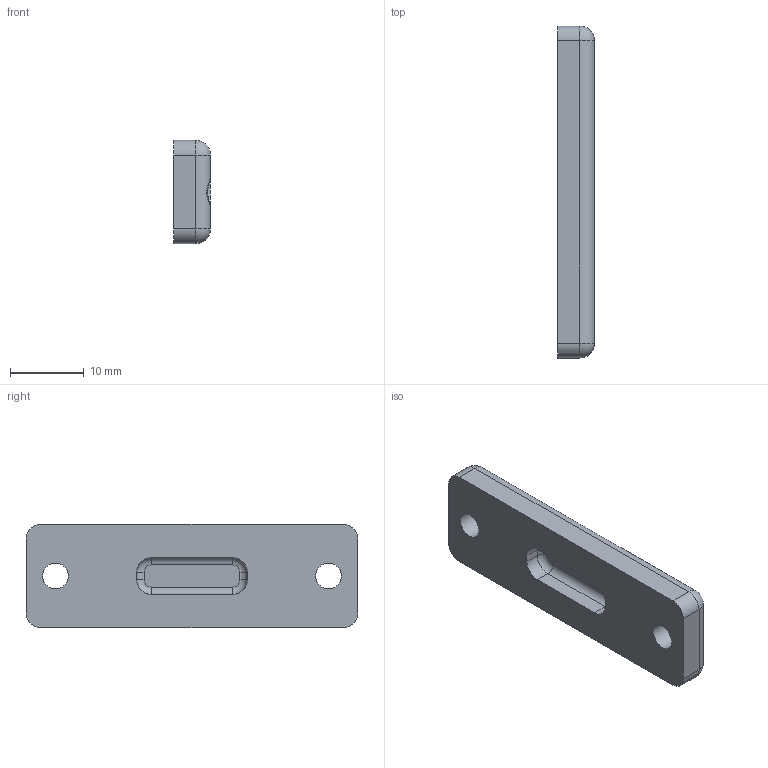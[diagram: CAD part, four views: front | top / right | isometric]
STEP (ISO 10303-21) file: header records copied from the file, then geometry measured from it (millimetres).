
FILE_DESCRIPTION(/* description */ ('STEP AP242','CAx-IF Rec.Pracs.---Representation and Presentation of Product Manufacturing Information (PMI)---4.0---2014-10-13','CAx-IF Rec.Pracs.---3D Tessellated Geometry---0.4---2014-09-14','2;1'),/* implementation_level */ '2;1');
FILE_NAME(/* name */ '65e3f63d673ace349a6f5515',/* time_stamp */ '2024-03-03T04:02:07Z',/* author */ (''),/* organization */ (''),/* preprocessor_version */ 'ST-DEVELOPER v19.4',/* originating_system */ ' ',/* authorisation */ ' ');
FILE_SCHEMA (('AP242_MANAGED_MODEL_BASED_3D_ENGINEERING_MIM_LF { 1 0 10303 442 1 1 4 }'));
Length unit declared in the file: metre
Products named in the file (1): Endcap
Bounding box: 5 x 45 x 14 mm (x, y, z)
Volume: 2691.1 mm3; surface area: 1901.3 mm2
Topology: 1 solids, 1 shells, 45 faces, 106 edges, 60 vertices
Faces by surface type: cylinder 20, plane 13, torus 6, sphere 4, bspline 2
Full cylindrical faces by diameter (mm): 3.5 x2, 5 x2
Entity records: 1322 total; most frequent: CARTESIAN_POINT 292, DIRECTION 230, ORIENTED_EDGE 192, EDGE_CURVE 96, AXIS2_PLACEMENT_3D 94, VERTEX_POINT 58, EDGE_LOOP 54, FACE_BOUND 54
